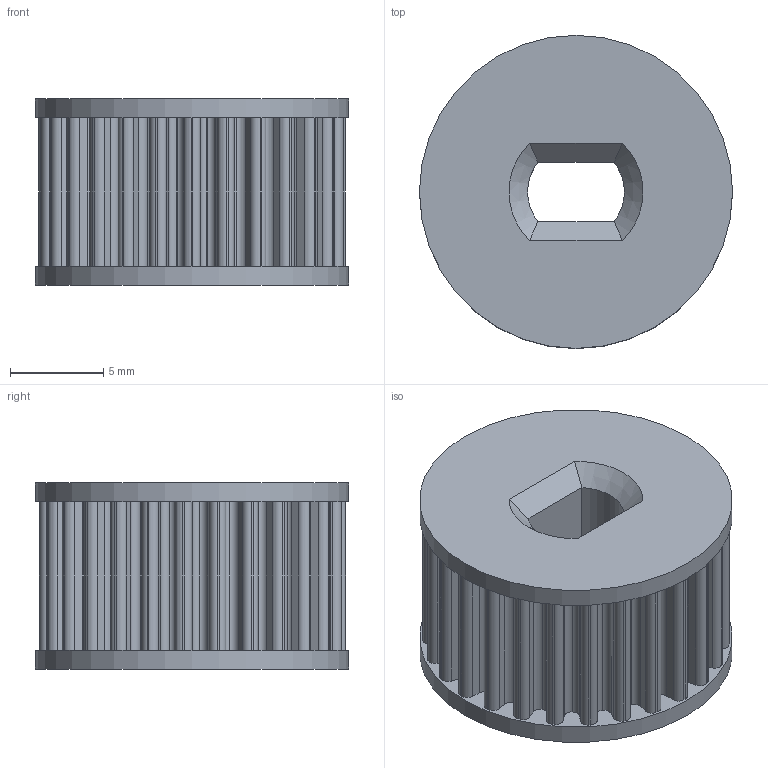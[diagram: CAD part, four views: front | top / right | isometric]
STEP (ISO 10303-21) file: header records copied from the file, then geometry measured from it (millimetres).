
FILE_DESCRIPTION(/* description */ (''),/* implementation_level */ '2;1');
FILE_NAME(/* name */ '00_Pulley_28byj-48.ipt.step',/* time_stamp */ '2022-11-29T07:48:32+01:00',/* author */ ('diederichbenedict'),/* organization */ (''),/* preprocessor_version */ 'ST-DEVELOPER v18.1',/* originating_system */ 'Autodesk Inventor 2022',/* authorisation */ '');
FILE_SCHEMA (('AUTOMOTIVE_DESIGN { 1 0 10303 214 3 1 1 }'));
Length unit declared in the file: millimetre
Products named in the file (1): 00_Pulley_28byj-48
Bounding box: 16.82 x 16.82 x 10 mm (x, y, z)
Volume: 1753.1 mm3; surface area: 1503.1 mm2
Topology: 1 solids, 1 shells, 230 faces, 674 edges, 448 vertices
Faces by surface type: cylinder 139, plane 89, cone 2
Full cylindrical faces by diameter (mm): 16.824 x2
Entity records: 7795 total; most frequent: DIRECTION 1412, CARTESIAN_POINT 1365, ORIENTED_EDGE 1348, EDGE_CURVE 674, AXIS2_PLACEMENT_3D 511, VERTEX_POINT 448, LINE 390, VECTOR 390
